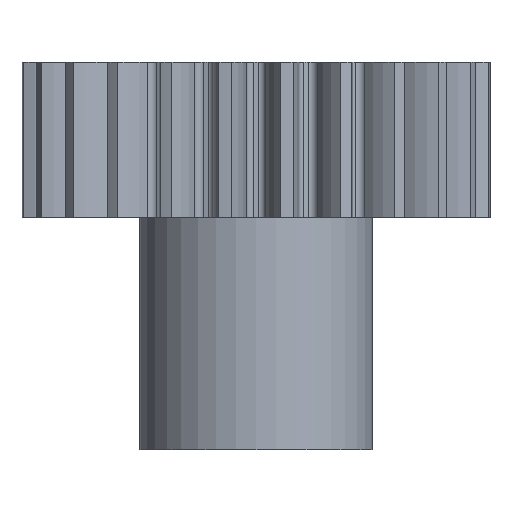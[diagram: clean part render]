
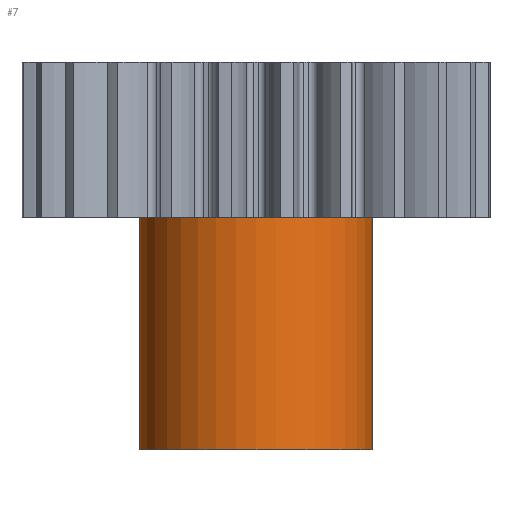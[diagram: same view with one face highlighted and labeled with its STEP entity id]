
A CAD part, front view. The second image highlights one B-rep face of the part: STEP entity #7.
In plain terms, the highlighted cylindrical face has radius 4.5 mm (diameter 9 mm), a partial arc.
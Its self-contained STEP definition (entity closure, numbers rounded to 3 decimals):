
#2 = EDGE_LOOP ( 'NONE', ( #43, #36, #10, #53 ) ) ;
#5 = EDGE_CURVE ( 'NONE', #650, #648, #2082, .T. ) ;
#7 = ADVANCED_FACE ( 'NONE', ( #2087 ), #2090, .T. ) ;
#10 = ORIENTED_EDGE ( 'NONE', *, *, #1185, .T. ) ;
#28 = EDGE_CURVE ( 'NONE', #642, #952, #2474, .T. ) ;
#36 = ORIENTED_EDGE ( 'NONE', *, *, #5, .T. ) ;
#43 = ORIENTED_EDGE ( 'NONE', *, *, #644, .F. ) ;
#53 = ORIENTED_EDGE ( 'NONE', *, *, #28, .T. ) ;
#642 = VERTEX_POINT ( 'NONE', #3138 ) ;
#644 = EDGE_CURVE ( 'NONE', #650, #952, #3068, .T. ) ;
#648 = VERTEX_POINT ( 'NONE', #3127 ) ;
#650 = VERTEX_POINT ( 'NONE', #3087 ) ;
#952 = VERTEX_POINT ( 'NONE', #3564 ) ;
#1185 = EDGE_CURVE ( 'NONE', #648, #642, #3800, .T. ) ;
#2082 = CIRCLE ( 'NONE', #2133, 4.5 ) ;
#2086 = CARTESIAN_POINT ( 'NONE',  ( 0., 0., -9. ) ) ;
#2087 = FACE_OUTER_BOUND ( 'NONE', #2, .T. ) ;
#2090 = CYLINDRICAL_SURFACE ( 'NONE', #2136, 4.5 ) ;
#2125 = DIRECTION ( 'NONE',  ( 1., 0., 0. ) ) ;
#2131 = DIRECTION ( 'NONE',  ( 1., 0., 0. ) ) ;
#2132 = DIRECTION ( 'NONE',  ( 0., 0., 1. ) ) ;
#2133 = AXIS2_PLACEMENT_3D ( 'NONE', #2086, #2132, #2131 ) ;
#2134 = DIRECTION ( 'NONE',  ( 0., 0., 1. ) ) ;
#2135 = CARTESIAN_POINT ( 'NONE',  ( 0., 0., -9. ) ) ;
#2136 = AXIS2_PLACEMENT_3D ( 'NONE', #2135, #2134, #2125 ) ;
#2468 = DIRECTION ( 'NONE',  ( -1., 0., 0. ) ) ;
#2469 = DIRECTION ( 'NONE',  ( 0., 0., -1. ) ) ;
#2470 = CARTESIAN_POINT ( 'NONE',  ( 0., 0., 1.5 ) ) ;
#2471 = AXIS2_PLACEMENT_3D ( 'NONE', #2470, #2469, #2468 ) ;
#2474 = CIRCLE ( 'NONE', #2471, 4.5 ) ;
#3068 = LINE ( 'NONE', #3141, #3140 ) ;
#3087 = CARTESIAN_POINT ( 'NONE',  ( -4.5, 0., -9. ) ) ;
#3127 = CARTESIAN_POINT ( 'NONE',  ( 4.5, 0., -9. ) ) ;
#3138 = CARTESIAN_POINT ( 'NONE',  ( 4.5, 0., 1.5 ) ) ;
#3139 = DIRECTION ( 'NONE',  ( 0., 0., 1. ) ) ;
#3140 = VECTOR ( 'NONE', #3139, 1000. ) ;
#3141 = CARTESIAN_POINT ( 'NONE',  ( -4.5, 0., -9. ) ) ;
#3564 = CARTESIAN_POINT ( 'NONE',  ( -4.5, 0., 1.5 ) ) ;
#3767 = DIRECTION ( 'NONE',  ( 0., 0., 1. ) ) ;
#3798 = VECTOR ( 'NONE', #3767, 1000. ) ;
#3799 = CARTESIAN_POINT ( 'NONE',  ( 4.5, 0., -9. ) ) ;
#3800 = LINE ( 'NONE', #3799, #3798 ) ;
